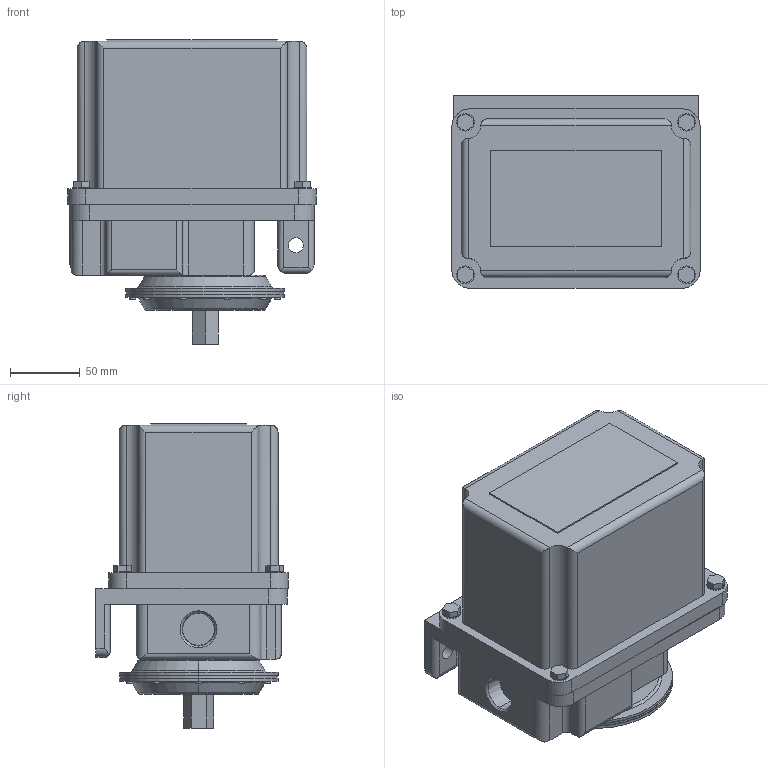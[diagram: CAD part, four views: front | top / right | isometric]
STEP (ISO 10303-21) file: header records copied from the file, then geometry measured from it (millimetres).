
FILE_DESCRIPTION(('STEP AP242'),'1');
FILE_NAME('9016gar1.stp','2021-09-29T03:13:08',('TraceParts'),('TraceParts S.A.'),'Spatial InterOp 3D',' ',' ');
FILE_SCHEMA(('AP242_MANAGED_MODEL_BASED_3D_ENGINEERING_MIM_LF {1 0 10303 442 1 1 4}'));
Length unit declared in the file: millimetre
Products named in the file (1): 9016gar1
Bounding box: 178.48 x 138.4 x 218.95 mm (x, y, z)
Volume: 3168328.8 mm3; surface area: 160201.8 mm2
Topology: 1 solids, 1 shells, 213 faces, 492 edges, 304 vertices
Faces by surface type: plane 115, cylinder 82, torus 8, cone 8
Entity records: 7842 total; most frequent: CARTESIAN_POINT 1138, DIRECTION 1104, ORIENTED_EDGE 984, EDGE_CURVE 492, AXIS2_PLACEMENT_3D 414, VERTEX_POINT 304, LINE 276, VECTOR 276
